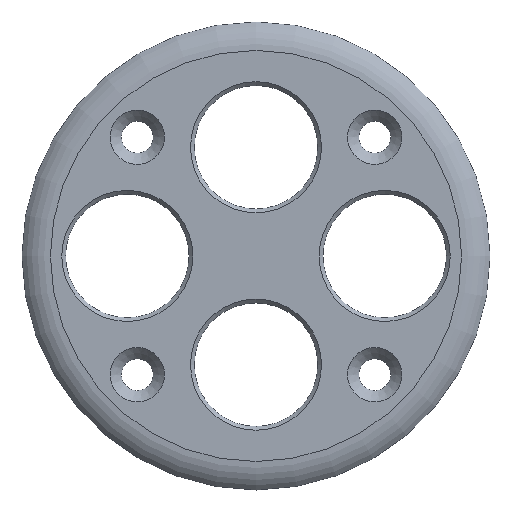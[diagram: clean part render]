
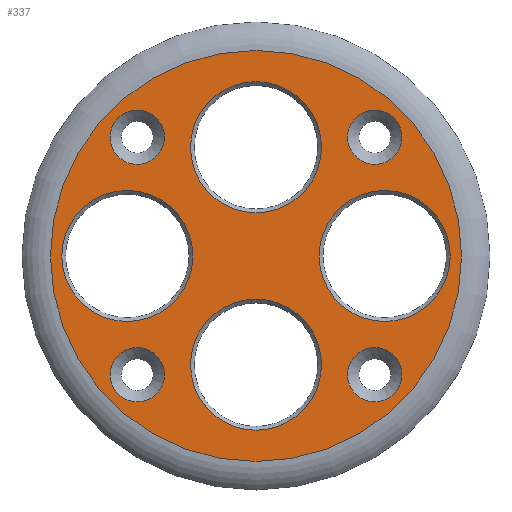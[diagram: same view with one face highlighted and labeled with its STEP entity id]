
A CAD part, top view. The second image highlights one B-rep face of the part: STEP entity #337.
In plain terms, the highlighted planar face has unit normal (0, 0, 1).
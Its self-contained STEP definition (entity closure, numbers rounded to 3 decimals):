
#66=FACE_BOUND('',#106,.T.);
#67=FACE_BOUND('',#107,.T.);
#68=FACE_BOUND('',#108,.T.);
#69=FACE_BOUND('',#109,.T.);
#70=FACE_BOUND('',#110,.T.);
#71=FACE_BOUND('',#111,.T.);
#72=FACE_BOUND('',#112,.T.);
#73=FACE_BOUND('',#113,.T.);
#82=PLANE('',#375);
#85=FACE_OUTER_BOUND('',#105,.T.);
#105=EDGE_LOOP('',(#248));
#106=EDGE_LOOP('',(#249));
#107=EDGE_LOOP('',(#250));
#108=EDGE_LOOP('',(#251));
#109=EDGE_LOOP('',(#252));
#110=EDGE_LOOP('',(#253));
#111=EDGE_LOOP('',(#254));
#112=EDGE_LOOP('',(#255));
#113=EDGE_LOOP('',(#256));
#140=CIRCLE('',#371,21.96);
#144=CIRCLE('',#376,2.9);
#145=CIRCLE('',#377,2.9);
#146=CIRCLE('',#378,7.);
#147=CIRCLE('',#379,7.);
#148=CIRCLE('',#380,7.);
#149=CIRCLE('',#381,7.);
#150=CIRCLE('',#382,2.9);
#151=CIRCLE('',#383,2.9);
#169=VERTEX_POINT('',#538);
#172=VERTEX_POINT('',#546);
#173=VERTEX_POINT('',#548);
#174=VERTEX_POINT('',#550);
#175=VERTEX_POINT('',#552);
#176=VERTEX_POINT('',#554);
#177=VERTEX_POINT('',#556);
#178=VERTEX_POINT('',#558);
#179=VERTEX_POINT('',#560);
#197=EDGE_CURVE('',#169,#169,#140,.T.);
#201=EDGE_CURVE('',#172,#172,#144,.T.);
#202=EDGE_CURVE('',#173,#173,#145,.T.);
#203=EDGE_CURVE('',#174,#174,#146,.T.);
#204=EDGE_CURVE('',#175,#175,#147,.T.);
#205=EDGE_CURVE('',#176,#176,#148,.T.);
#206=EDGE_CURVE('',#177,#177,#149,.T.);
#207=EDGE_CURVE('',#178,#178,#150,.T.);
#208=EDGE_CURVE('',#179,#179,#151,.T.);
#248=ORIENTED_EDGE('',*,*,#197,.F.);
#249=ORIENTED_EDGE('',*,*,#201,.F.);
#250=ORIENTED_EDGE('',*,*,#202,.F.);
#251=ORIENTED_EDGE('',*,*,#203,.F.);
#252=ORIENTED_EDGE('',*,*,#204,.F.);
#253=ORIENTED_EDGE('',*,*,#205,.F.);
#254=ORIENTED_EDGE('',*,*,#206,.F.);
#255=ORIENTED_EDGE('',*,*,#207,.F.);
#256=ORIENTED_EDGE('',*,*,#208,.F.);
#337=ADVANCED_FACE('',(#85,#66,#67,#68,#69,#70,#71,#72,#73),#82,.T.);
#371=AXIS2_PLACEMENT_3D('',#539,#423,#424);
#375=AXIS2_PLACEMENT_3D('',#545,#431,#432);
#376=AXIS2_PLACEMENT_3D('',#547,#433,#434);
#377=AXIS2_PLACEMENT_3D('',#549,#435,#436);
#378=AXIS2_PLACEMENT_3D('',#551,#437,#438);
#379=AXIS2_PLACEMENT_3D('',#553,#439,#440);
#380=AXIS2_PLACEMENT_3D('',#555,#441,#442);
#381=AXIS2_PLACEMENT_3D('',#557,#443,#444);
#382=AXIS2_PLACEMENT_3D('',#559,#445,#446);
#383=AXIS2_PLACEMENT_3D('',#561,#447,#448);
#423=DIRECTION('center_axis',(0.,0.,
-1.));
#424=DIRECTION('ref_axis',(1.,0.,0.));
#431=DIRECTION('center_axis',(0.,0.,
1.));
#432=DIRECTION('ref_axis',(-1.,0.,0.));
#433=DIRECTION('center_axis',(0.,0.,
1.));
#434=DIRECTION('ref_axis',(-1.,0.,0.));
#435=DIRECTION('center_axis',(0.,0.,
1.));
#436=DIRECTION('ref_axis',(-1.,0.,0.));
#437=DIRECTION('center_axis',(0.,0.,
1.));
#438=DIRECTION('ref_axis',(-1.,0.,0.));
#439=DIRECTION('center_axis',(0.,0.,
1.));
#440=DIRECTION('ref_axis',(-1.,0.,0.));
#441=DIRECTION('center_axis',(0.,0.,
1.));
#442=DIRECTION('ref_axis',(-1.,0.,0.));
#443=DIRECTION('center_axis',(0.,0.,
1.));
#444=DIRECTION('ref_axis',(-1.,0.,0.));
#445=DIRECTION('center_axis',(0.,0.,
1.));
#446=DIRECTION('ref_axis',(-1.,0.,0.));
#447=DIRECTION('center_axis',(0.,0.,
1.));
#448=DIRECTION('ref_axis',(-1.,0.,0.));
#538=CARTESIAN_POINT('',(-121.435,0.,3.4));
#539=CARTESIAN_POINT('Origin',(-99.475,0.,3.4));
#545=CARTESIAN_POINT('Origin',(-99.475,0.,3.4));
#546=CARTESIAN_POINT('',(-83.892,-12.683,3.4));
#547=CARTESIAN_POINT('Origin',(-86.792,-12.683,3.4));
#548=CARTESIAN_POINT('',(-109.258,12.683,3.4));
#549=CARTESIAN_POINT('Origin',(-112.158,12.683,3.4));
#550=CARTESIAN_POINT('',(-92.475,11.616,3.4));
#551=CARTESIAN_POINT('Origin',(-99.475,11.616,3.4));
#552=CARTESIAN_POINT('',(-78.725,0.,3.4));
#553=CARTESIAN_POINT('Origin',(-85.725,0.,3.4));
#554=CARTESIAN_POINT('',(-92.475,-11.616,3.4));
#555=CARTESIAN_POINT('Origin',(-99.475,-11.616,3.4));
#556=CARTESIAN_POINT('',(-106.225,0.,3.4));
#557=CARTESIAN_POINT('Origin',(-113.225,0.,3.4));
#558=CARTESIAN_POINT('',(-109.258,-12.683,3.4));
#559=CARTESIAN_POINT('Origin',(-112.158,-12.683,3.4));
#560=CARTESIAN_POINT('',(-83.892,12.683,3.4));
#561=CARTESIAN_POINT('Origin',(-86.792,12.683,3.4));
